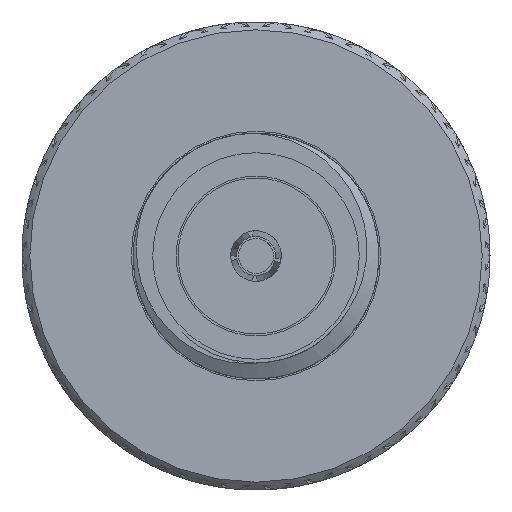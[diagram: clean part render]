
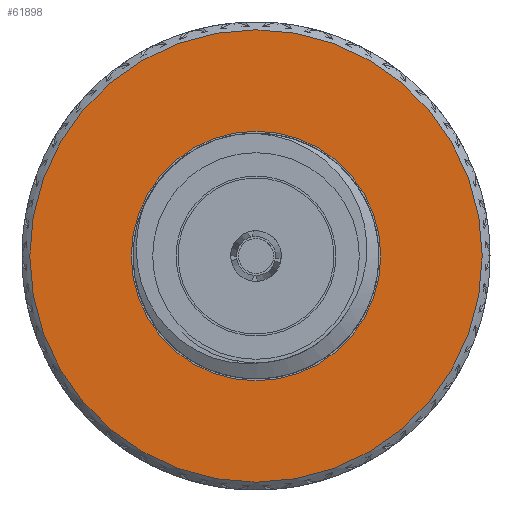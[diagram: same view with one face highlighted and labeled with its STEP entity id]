
A CAD part, left-side view. The second image highlights one B-rep face of the part: STEP entity #61898.
In plain terms, the highlighted planar face has unit normal (-1, 0, 0).
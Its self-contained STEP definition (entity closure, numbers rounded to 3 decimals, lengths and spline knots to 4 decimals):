
#102=PLANE('',#63890);
#224=CIRCLE('',#63889,5.8);
#225=CIRCLE('',#63891,3.2);
#11849=ORIENTED_EDGE('',*,*,#21444,.T.);
#11850=ORIENTED_EDGE('',*,*,#21445,.T.);
#21444=EDGE_CURVE('',#26259,#26259,#224,.F.);
#21445=EDGE_CURVE('',#26260,#26260,#225,.T.);
#26259=VERTEX_POINT('',#106748);
#26260=VERTEX_POINT('',#106751);
#32909=EDGE_LOOP('',(#11849));
#32910=EDGE_LOOP('',(#11850));
#36087=FACE_BOUND('',#32909,.T.);
#36088=FACE_BOUND('',#32910,.T.);
#61898=ADVANCED_FACE('',(#36087,#36088),#102,.F.);
#63889=AXIS2_PLACEMENT_3D('',#106747,#65175,#65176);
#63890=AXIS2_PLACEMENT_3D('',#106749,#65177,#65178);
#63891=AXIS2_PLACEMENT_3D('',#106750,#65179,#65180);
#65175=DIRECTION('',(1.,0.,0.));
#65176=DIRECTION('',(0.,0.,-1.));
#65177=DIRECTION('',(1.,0.,0.));
#65178=DIRECTION('',(0.,0.,-1.));
#65179=DIRECTION('',(1.,0.,0.));
#65180=DIRECTION('',(0.,0.,-1.));
#106747=CARTESIAN_POINT('',(-3.965,-0.0008,0.));
#106748=CARTESIAN_POINT('',(-3.965,-0.0015,-5.8));
#106749=CARTESIAN_POINT('',(-3.965,-0.0012,-3.2));
#106750=CARTESIAN_POINT('',(-3.965,-0.0008,0.));
#106751=CARTESIAN_POINT('',(-3.965,-0.0012,-3.2));
